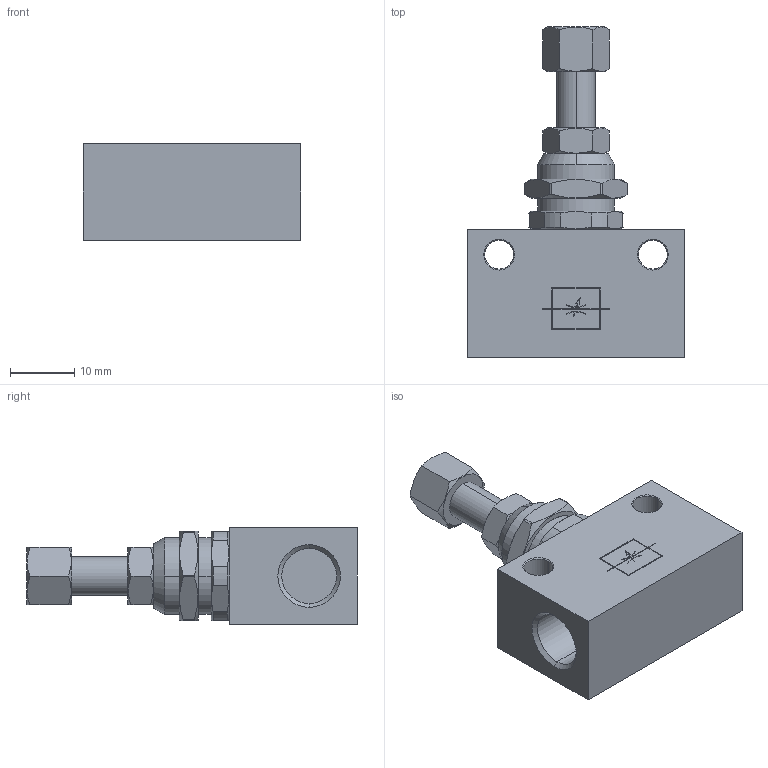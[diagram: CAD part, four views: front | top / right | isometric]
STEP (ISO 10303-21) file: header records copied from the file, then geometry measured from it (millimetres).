
FILE_DESCRIPTION (( 'STEP AP203' ), '1' );
FILE_NAME ('X4110B01.STEP', '2011-10-25T12:56:06', ( 'SP' ), ( 'sopra-pneumatic' ), 'SwSTEP 2.0', 'SolidWorks 2011', '' );
FILE_SCHEMA (( 'CONFIG_CONTROL_DESIGN' ));
Length unit declared in the file: millimetre
Products named in the file (1): X4110B01
Bounding box: 34 x 51.6 x 15 mm (x, y, z)
Volume: 11351.9 mm3; surface area: 4969.1 mm2
Topology: 1 solids, 1 shells, 153 faces, 402 edges, 264 vertices
Faces by surface type: plane 85, cone 34, cylinder 34
Entity records: 5073 total; most frequent: CARTESIAN_POINT 1228, ORIENTED_EDGE 804, DIRECTION 754, EDGE_CURVE 402, VERTEX_POINT 264, AXIS2_PLACEMENT_3D 262, VECTOR 230, LINE 230
